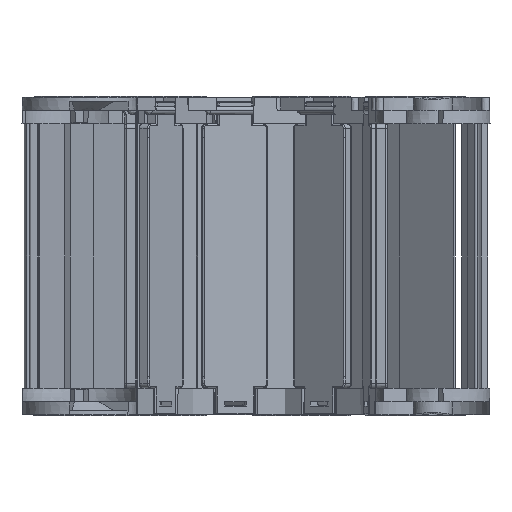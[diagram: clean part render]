
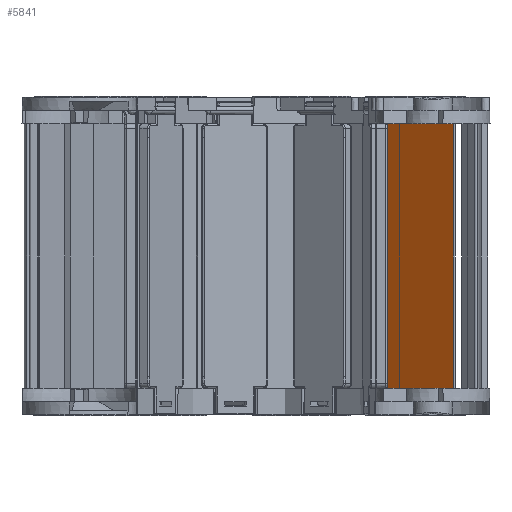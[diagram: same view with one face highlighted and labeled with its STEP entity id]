
A CAD part, left-side view. The second image highlights one B-rep face of the part: STEP entity #5841.
In plain terms, the highlighted face is planar.
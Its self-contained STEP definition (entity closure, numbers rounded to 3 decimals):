
#123 = EDGE_CURVE ( 'NONE', #7344, #8276, #2116, .T. ) ;
#190 = DIRECTION ( 'NONE',  ( 0., -1., 0. ) ) ;
#256 = ORIENTED_EDGE ( 'NONE', *, *, #10255, .F. ) ;
#822 = CARTESIAN_POINT ( 'NONE',  ( 37.854, 5.293, 12.321 ) ) ;
#854 = DIRECTION ( 'NONE',  ( 1., 0., 0. ) ) ;
#1183 = VECTOR ( 'NONE', #854, 1000. ) ;
#1779 = AXIS2_PLACEMENT_3D ( 'NONE', #3724, #190, #7339 ) ;
#2116 = LINE ( 'NONE', #9953, #2828 ) ;
#2230 = EDGE_LOOP ( 'NONE', ( #256, #6324, #7548, #8918 ) ) ;
#2310 = CARTESIAN_POINT ( 'NONE',  ( 37.854, 5.293, -22.679 ) ) ;
#2451 = LINE ( 'NONE', #3061, #6645 ) ;
#2828 = VECTOR ( 'NONE', #3712, 1000. ) ;
#3061 = CARTESIAN_POINT ( 'NONE',  ( 11.925, 5.293, -22.679 ) ) ;
#3509 = VECTOR ( 'NONE', #4115, 1000. ) ;
#3712 = DIRECTION ( 'NONE',  ( -1., 0., 0. ) ) ;
#3724 = CARTESIAN_POINT ( 'NONE',  ( 34.232, 5.293, -22.679 ) ) ;
#4115 = DIRECTION ( 'NONE',  ( 0., 0., -1. ) ) ;
#4701 = EDGE_CURVE ( 'NONE', #8276, #5309, #2451, .T. ) ;
#5239 = CARTESIAN_POINT ( 'NONE',  ( 34.232, 5.293, -47.679 ) ) ;
#5309 = VERTEX_POINT ( 'NONE', #9379 ) ;
#5647 = CARTESIAN_POINT ( 'NONE',  ( 37.854, 5.293, -47.679 ) ) ;
#5841 = ADVANCED_FACE ( 'NONE', ( #8202 ), #11038, .T. ) ;
#5917 = LINE ( 'NONE', #5239, #1183 ) ;
#6324 = ORIENTED_EDGE ( 'NONE', *, *, #123, .T. ) ;
#6578 = LINE ( 'NONE', #2310, #3509 ) ;
#6645 = VECTOR ( 'NONE', #9230, 1000. ) ;
#7339 = DIRECTION ( 'NONE',  ( -1., 0., 0. ) ) ;
#7344 = VERTEX_POINT ( 'NONE', #822 ) ;
#7367 = EDGE_CURVE ( 'NONE', #5309, #10884, #5917, .T. ) ;
#7548 = ORIENTED_EDGE ( 'NONE', *, *, #4701, .T. ) ;
#8202 = FACE_OUTER_BOUND ( 'NONE', #2230, .T. ) ;
#8276 = VERTEX_POINT ( 'NONE', #10984 ) ;
#8918 = ORIENTED_EDGE ( 'NONE', *, *, #7367, .T. ) ;
#9230 = DIRECTION ( 'NONE',  ( 0., 0., -1. ) ) ;
#9379 = CARTESIAN_POINT ( 'NONE',  ( 11.925, 5.293, -47.679 ) ) ;
#9953 = CARTESIAN_POINT ( 'NONE',  ( 34.232, 5.293, 12.321 ) ) ;
#10255 = EDGE_CURVE ( 'NONE', #7344, #10884, #6578, .T. ) ;
#10884 = VERTEX_POINT ( 'NONE', #5647 ) ;
#10984 = CARTESIAN_POINT ( 'NONE',  ( 11.925, 5.293, 12.321 ) ) ;
#11038 = PLANE ( 'NONE',  #1779 ) ;
